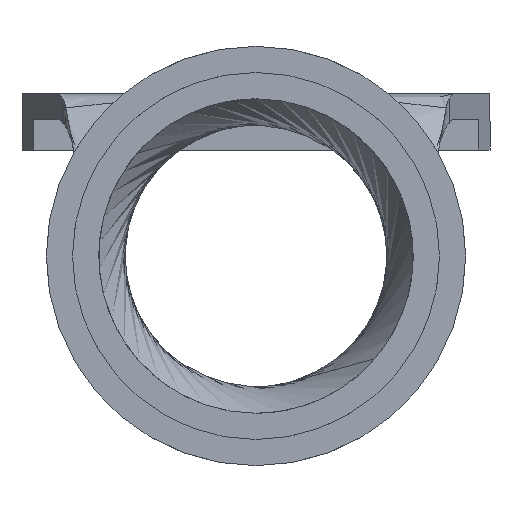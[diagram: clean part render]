
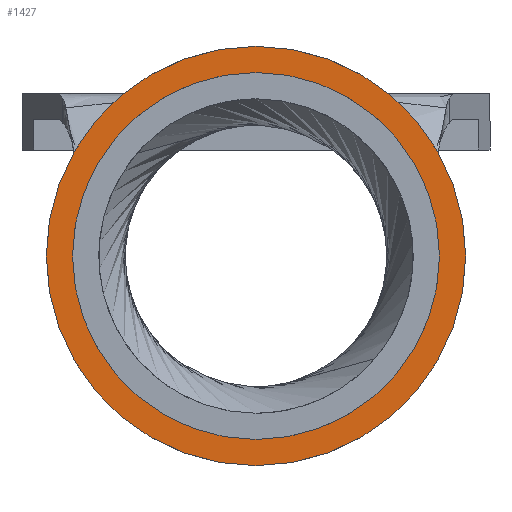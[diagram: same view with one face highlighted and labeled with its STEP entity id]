
A CAD part, front view. The second image highlights one B-rep face of the part: STEP entity #1427.
In plain terms, the highlighted planar face has unit normal (0, -1, 0).
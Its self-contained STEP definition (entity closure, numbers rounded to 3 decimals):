
#4 = EDGE_LOOP ( 'NONE', ( #122, #1771 ) ) ;
#103 = EDGE_CURVE ( 'NONE', #1063, #756, #719, .T. ) ;
#105 = PLANE ( 'NONE',  #1982 ) ;
#122 = ORIENTED_EDGE ( 'NONE', *, *, #103, .T. ) ;
#198 = EDGE_CURVE ( 'NONE', #756, #1063, #391, .T. ) ;
#253 = CARTESIAN_POINT ( 'NONE',  ( 0., -13.18, -2.175 ) ) ;
#281 = DIRECTION ( 'NONE',  ( 0., -1., 0. ) ) ;
#364 = CARTESIAN_POINT ( 'NONE',  ( 0., -13.18, -2.175 ) ) ;
#391 = CIRCLE ( 'NONE', #1693, 2.8 ) ;
#408 = VERTEX_POINT ( 'NONE', #484 ) ;
#484 = CARTESIAN_POINT ( 'NONE',  ( 0., -13.18, 0.275 ) ) ;
#719 = CIRCLE ( 'NONE', #2759, 2.8 ) ;
#756 = VERTEX_POINT ( 'NONE', #1105 ) ;
#879 = DIRECTION ( 'NONE',  ( 0., -1., 0. ) ) ;
#952 = CARTESIAN_POINT ( 'NONE',  ( 0., -13.18, -4.975 ) ) ;
#999 = DIRECTION ( 'NONE',  ( 0., 0., -1. ) ) ;
#1063 = VERTEX_POINT ( 'NONE', #952 ) ;
#1105 = CARTESIAN_POINT ( 'NONE',  ( 0., -13.18, 0.625 ) ) ;
#1125 = CIRCLE ( 'NONE', #1441, 2.45 ) ;
#1289 = DIRECTION ( 'NONE',  ( 0., 0., -1. ) ) ;
#1290 = ORIENTED_EDGE ( 'NONE', *, *, #1365, .F. ) ;
#1365 = EDGE_CURVE ( 'NONE', #2668, #408, #1125, .T. ) ;
#1427 = ADVANCED_FACE ( 'NONE', ( #2037, #2562 ), #105, .T. ) ;
#1441 = AXIS2_PLACEMENT_3D ( 'NONE', #364, #2534, #2758 ) ;
#1529 = EDGE_CURVE ( 'NONE', #408, #2668, #2596, .T. ) ;
#1591 = DIRECTION ( 'NONE',  ( 0., -1., 0. ) ) ;
#1693 = AXIS2_PLACEMENT_3D ( 'NONE', #253, #1930, #999 ) ;
#1706 = CARTESIAN_POINT ( 'NONE',  ( 0., -13.18, -2.175 ) ) ;
#1771 = ORIENTED_EDGE ( 'NONE', *, *, #198, .T. ) ;
#1930 = DIRECTION ( 'NONE',  ( 0., -1., 0. ) ) ;
#1982 = AXIS2_PLACEMENT_3D ( 'NONE', #3025, #1591, #3063 ) ;
#2037 = FACE_OUTER_BOUND ( 'NONE', #4, .T. ) ;
#2141 = AXIS2_PLACEMENT_3D ( 'NONE', #2554, #879, #3082 ) ;
#2239 = CARTESIAN_POINT ( 'NONE',  ( 0., -13.18, -4.625 ) ) ;
#2534 = DIRECTION ( 'NONE',  ( 0., -1., 0. ) ) ;
#2554 = CARTESIAN_POINT ( 'NONE',  ( 0., -13.18, -2.175 ) ) ;
#2562 = FACE_BOUND ( 'NONE', #2987, .T. ) ;
#2596 = CIRCLE ( 'NONE', #2141, 2.45 ) ;
#2668 = VERTEX_POINT ( 'NONE', #2239 ) ;
#2758 = DIRECTION ( 'NONE',  ( 0., 0., -1. ) ) ;
#2759 = AXIS2_PLACEMENT_3D ( 'NONE', #1706, #281, #1289 ) ;
#2802 = ORIENTED_EDGE ( 'NONE', *, *, #1529, .F. ) ;
#2987 = EDGE_LOOP ( 'NONE', ( #1290, #2802 ) ) ;
#3025 = CARTESIAN_POINT ( 'NONE',  ( 0., -13.18, -4.625 ) ) ;
#3063 = DIRECTION ( 'NONE',  ( 0., 0., -1. ) ) ;
#3082 = DIRECTION ( 'NONE',  ( 0., 0., -1. ) ) ;
